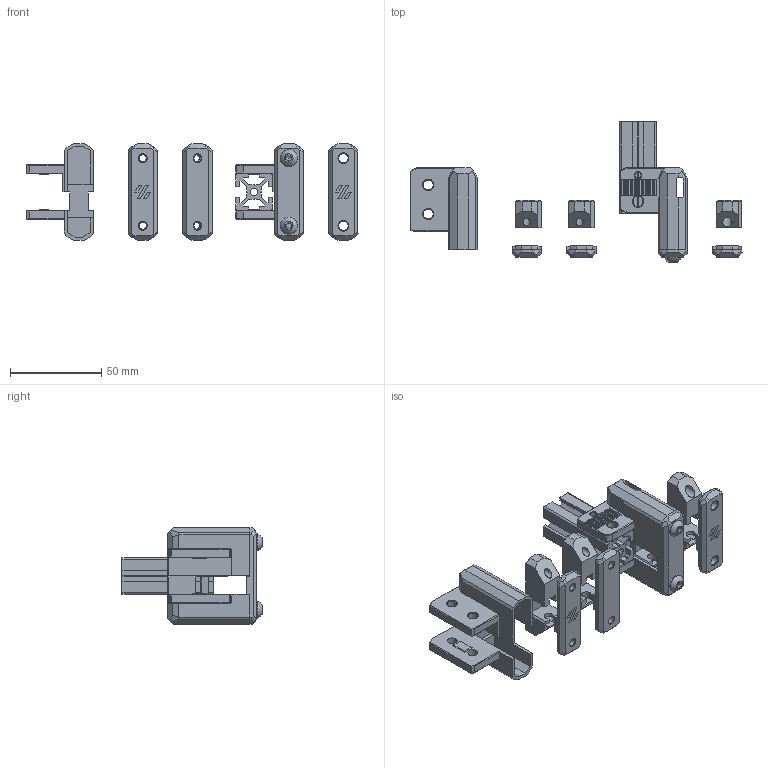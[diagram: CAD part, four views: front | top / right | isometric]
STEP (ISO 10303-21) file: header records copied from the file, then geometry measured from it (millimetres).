
FILE_DESCRIPTION(/* description */ ('STEP AP242'),/* implementation_level */ '2;1');
FILE_NAME(/* name */ 'BFI Symmetric VT-fixed2.step',/* time_stamp */ '2024-10-16T09:55:04-04:00',/* author */ (''),/* organization */ (''),/* preprocessor_version */ 'ST-DEVELOPER v20',/* originating_system */ 'Autodesk Translation Framework v13.20.0.188',/* authorisation */ '');
FILE_SCHEMA (('AUTOMOTIVE_DESIGN { 1 0 10303 214 3 1 1 }'));
Length unit declared in the file: millimetre
Products named in the file (20): (Unsaved); [a]_BFI_Carrier_BHCS_M3_Symmetrical_x2; [a]_BFI_Carrier_BHCS_M5_Symmetrical_x2; Component14; Component15; [a]_BFI_Front_M5_Symmetrical_x2; BHCS_M5_30mm (1); BHCS_M5_30mm; Logo1; Logo1_1; Logo3; Voron_logo; [a]_BFI_Carrier_M5_Symmetrical_x2; BFI-V2.4_Housing_symetrical_x2; Extrusion_Profile; [a]_BFI_Front_M3_Symmetrical_x2; [a]_BFI_Carrier_M3_Symmetrical_x2; [a]_BFI_Front_with_Logo_M3_Symmetrical_x2; [a]_BFI_Front_with_Logo_M5_Symmetrical_x2; BFI-VT_Housing_symetrical_x2
Assembly tree (19 placements, depth 2):
  (Unsaved)
    [a]_BFI_Carrier_BHCS_M3_Symmetrical_x2
    [a]_BFI_Carrier_BHCS_M5_Symmetrical_x2
    Component14
    Component15
    [a]_BFI_Front_M5_Symmetrical_x2
    BHCS_M5_30mm (1)
    BHCS_M5_30mm
    Logo1
    Logo1_1
    Logo3
    Voron_logo
    [a]_BFI_Carrier_M5_Symmetrical_x2
    BFI-V2.4_Housing_symetrical_x2
    Extrusion_Profile
    [a]_BFI_Front_M3_Symmetrical_x2
    [a]_BFI_Carrier_M3_Symmetrical_x2
    [a]_BFI_Front_with_Logo_M3_Symmetrical_x2
    [a]_BFI_Front_with_Logo_M5_Symmetrical_x2
    BFI-VT_Housing_symetrical_x2
Bounding box: 182 x 76.75 x 53 mm (x, y, z)
Volume: 92461.6 mm3; surface area: 58481.7 mm2
Topology: 19 solids, 23 shells, 1216 faces, 3204 edges, 2068 vertices
Faces by surface type: plane 1028, cylinder 156, cone 22, bspline 8, sphere 2
Full cylindrical faces by diameter (mm): 3.4 x2, 4 x8, 4.2 x1, 4.7 x4, 5 x2, 5.2 x8, 5.4 x4, 9.5 x2
Entity records: 38246 total; most frequent: CARTESIAN_POINT 7271, ORIENTED_EDGE 6404, DIRECTION 6047, EDGE_CURVE 3202, LINE 2799, VECTOR 2799, VERTEX_POINT 2068, AXIS2_PLACEMENT_3D 1624
